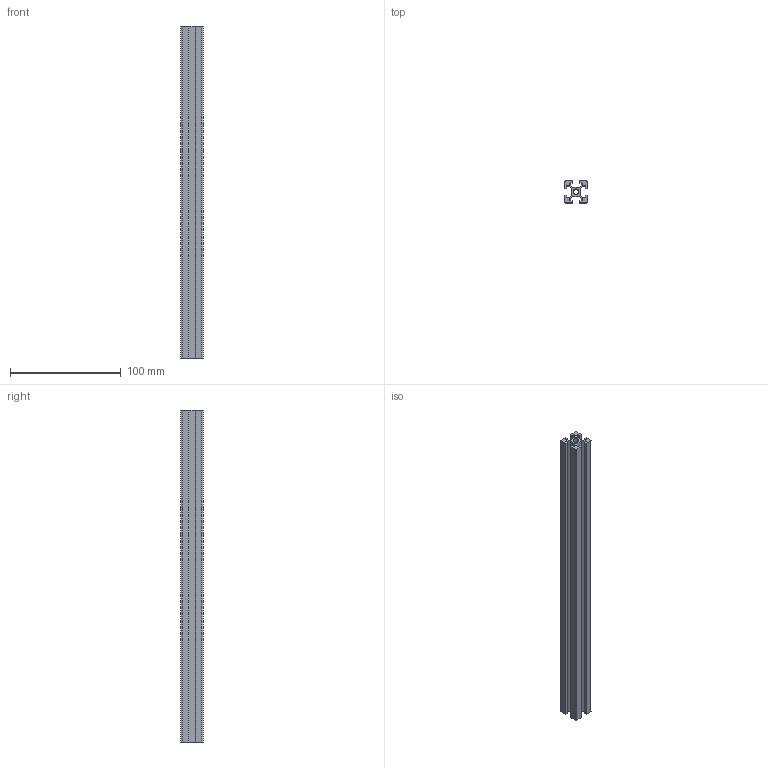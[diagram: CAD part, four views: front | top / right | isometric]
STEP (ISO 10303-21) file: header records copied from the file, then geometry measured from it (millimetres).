
FILE_DESCRIPTION(/* description */ ('','CAx-IF Rec.Pracs.---Representation and Presentation of Product Manufacturing Information (PMI)---4.0---2014-10-13'),/* implementation_level */ '2;1');
FILE_NAME(/* name */ '2020 Aluminium Profile.step',/* time_stamp */ '2025-08-01T18:02:25+05:30',/* author */ (''),/* organization */ (''),/* preprocessor_version */ 'ST-DEVELOPER v20',/* originating_system */ 'Autodesk Translation Framework v13.20.0.188',/* authorisation */ '');
FILE_SCHEMA (('AP242_MANAGED_MODEL_BASED_3D_ENGINEERING_MIM_LF { 1 0 10303 442 1 1 4 }'));
Length unit declared in the file: millimetre
Products named in the file (1): 2020 alu section
Bounding box: 20 x 20 x 300 mm (x, y, z)
Volume: 51438.6 mm3; surface area: 49847.2 mm2
Topology: 1 solids, 1 shells, 75 faces, 219 edges, 146 vertices
Faces by surface type: plane 46, cylinder 29
Full cylindrical faces by diameter (mm): 5 x1
Entity records: 2535 total; most frequent: CARTESIAN_POINT 441, ORIENTED_EDGE 438, DIRECTION 429, EDGE_CURVE 219, LINE 161, VECTOR 161, VERTEX_POINT 146, AXIS2_PLACEMENT_3D 134
